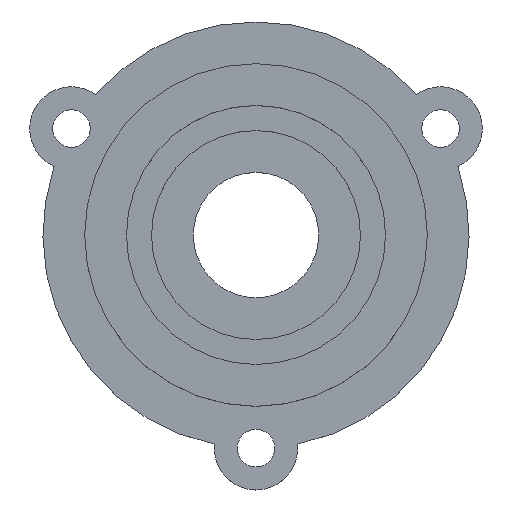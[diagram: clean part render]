
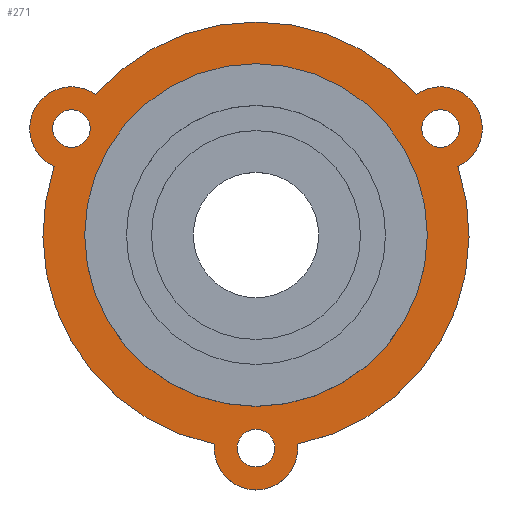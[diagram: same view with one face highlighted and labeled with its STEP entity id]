
A CAD part, top view. The second image highlights one B-rep face of the part: STEP entity #271.
In plain terms, the highlighted planar face has unit normal (0, 0, 1).
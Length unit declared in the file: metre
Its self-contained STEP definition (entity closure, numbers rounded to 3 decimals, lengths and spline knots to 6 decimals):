
#32=PLANE('',#304);
#39=ORIENTED_EDGE('',*,*,#102,.T.);
#40=ORIENTED_EDGE('',*,*,#103,.T.);
#41=ORIENTED_EDGE('',*,*,#104,.T.);
#42=ORIENTED_EDGE('',*,*,#105,.T.);
#43=ORIENTED_EDGE('',*,*,#106,.T.);
#44=ORIENTED_EDGE('',*,*,#107,.T.);
#45=ORIENTED_EDGE('',*,*,#108,.T.);
#46=ORIENTED_EDGE('',*,*,#109,.T.);
#47=ORIENTED_EDGE('',*,*,#110,.T.);
#48=ORIENTED_EDGE('',*,*,#111,.T.);
#102=EDGE_CURVE('',#134,#134,#160,.T.);
#103=EDGE_CURVE('',#135,#135,#161,.T.);
#104=EDGE_CURVE('',#136,#136,#162,.T.);
#105=EDGE_CURVE('',#137,#138,#163,.T.);
#106=EDGE_CURVE('',#138,#139,#164,.T.);
#107=EDGE_CURVE('',#139,#140,#165,.T.);
#108=EDGE_CURVE('',#140,#141,#166,.T.);
#109=EDGE_CURVE('',#141,#142,#167,.T.);
#110=EDGE_CURVE('',#142,#137,#168,.T.);
#111=EDGE_CURVE('',#143,#143,#169,.T.);
#134=VERTEX_POINT('',#446);
#135=VERTEX_POINT('',#449);
#136=VERTEX_POINT('',#451);
#137=VERTEX_POINT('',#453);
#138=VERTEX_POINT('',#454);
#139=VERTEX_POINT('',#456);
#140=VERTEX_POINT('',#458);
#141=VERTEX_POINT('',#460);
#142=VERTEX_POINT('',#462);
#143=VERTEX_POINT('',#465);
#160=CIRCLE('',#303,0.0045);
#161=CIRCLE('',#305,0.0045);
#162=CIRCLE('',#306,0.0045);
#163=CIRCLE('',#307,0.01);
#164=CIRCLE('',#308,0.051);
#165=CIRCLE('',#309,0.01);
#166=CIRCLE('',#310,0.051);
#167=CIRCLE('',#311,0.01);
#168=CIRCLE('',#312,0.051);
#169=CIRCLE('',#313,0.041);
#187=EDGE_LOOP('',(#39));
#188=EDGE_LOOP('',(#40));
#189=EDGE_LOOP('',(#41));
#190=EDGE_LOOP('',(#42,#43,#44,#45,#46,#47));
#191=EDGE_LOOP('',(#48));
#223=FACE_BOUND('',#187,.T.);
#224=FACE_BOUND('',#188,.T.);
#225=FACE_BOUND('',#189,.T.);
#226=FACE_BOUND('',#190,.T.);
#227=FACE_BOUND('',#191,.T.);
#271=ADVANCED_FACE('',(#223,#224,#225,#226,#227),#32,.T.);
#303=AXIS2_PLACEMENT_3D('',#445,#351,#352);
#304=AXIS2_PLACEMENT_3D('',#447,#353,#354);
#305=AXIS2_PLACEMENT_3D('',#448,#355,#356);
#306=AXIS2_PLACEMENT_3D('',#450,#357,#358);
#307=AXIS2_PLACEMENT_3D('',#452,#359,#360);
#308=AXIS2_PLACEMENT_3D('',#455,#361,#362);
#309=AXIS2_PLACEMENT_3D('',#457,#363,#364);
#310=AXIS2_PLACEMENT_3D('',#459,#365,#366);
#311=AXIS2_PLACEMENT_3D('',#461,#367,#368);
#312=AXIS2_PLACEMENT_3D('',#463,#369,#370);
#313=AXIS2_PLACEMENT_3D('',#464,#371,#372);
#351=DIRECTION('',(0.,0.,-1.));
#352=DIRECTION('',(1.,0.,0.));
#353=DIRECTION('',(0.,0.,1.));
#354=DIRECTION('',(0.,-1.,0.));
#355=DIRECTION('',(0.,0.,-1.));
#356=DIRECTION('',(1.,0.,0.));
#357=DIRECTION('',(0.,0.,-1.));
#358=DIRECTION('',(1.,0.,0.));
#359=DIRECTION('',(0.,0.,1.));
#360=DIRECTION('',(0.582,0.813,0.));
#361=DIRECTION('',(0.,0.,1.));
#362=DIRECTION('',(-1.,0.,0.));
#363=DIRECTION('',(0.,0.,1.));
#364=DIRECTION('',(-0.995,0.098,0.));
#365=DIRECTION('',(0.,0.,1.));
#366=DIRECTION('',(-1.,0.,0.));
#367=DIRECTION('',(0.,0.,1.));
#368=DIRECTION('',(0.413,-0.911,0.));
#369=DIRECTION('',(0.,0.,1.));
#370=DIRECTION('',(-1.,0.,0.));
#371=DIRECTION('',(0.,0.,-1.));
#372=DIRECTION('',(1.,0.,0.));
#445=CARTESIAN_POINT('',(0.,-0.051,0.));
#446=CARTESIAN_POINT('',(0.0045,-0.051,0.));
#447=CARTESIAN_POINT('',(0.,-0.005,0.));
#448=CARTESIAN_POINT('',(0.044167,0.0255,0.));
#449=CARTESIAN_POINT('',(0.048667,0.0255,0.));
#450=CARTESIAN_POINT('',(-0.044167,0.0255,0.));
#451=CARTESIAN_POINT('',(-0.039667,0.0255,0.));
#452=CARTESIAN_POINT('',(-0.044167,0.0255,0.));
#453=CARTESIAN_POINT('',(-0.038342,0.033628,0.));
#454=CARTESIAN_POINT('',(-0.048294,0.016391,0.));
#455=CARTESIAN_POINT('',(0.,0.,0.));
#456=CARTESIAN_POINT('',(-0.009952,-0.05002,0.));
#457=CARTESIAN_POINT('',(0.,-0.051,0.));
#458=CARTESIAN_POINT('',(0.009952,-0.05002,0.));
#459=CARTESIAN_POINT('',(0.,0.,0.));
#460=CARTESIAN_POINT('',(0.048294,0.016391,0.));
#461=CARTESIAN_POINT('',(0.044167,0.0255,0.));
#462=CARTESIAN_POINT('',(0.038342,0.033628,0.));
#463=CARTESIAN_POINT('',(0.,0.,0.));
#464=CARTESIAN_POINT('',(0.,0.,0.));
#465=CARTESIAN_POINT('',(0.041,0.,0.));
